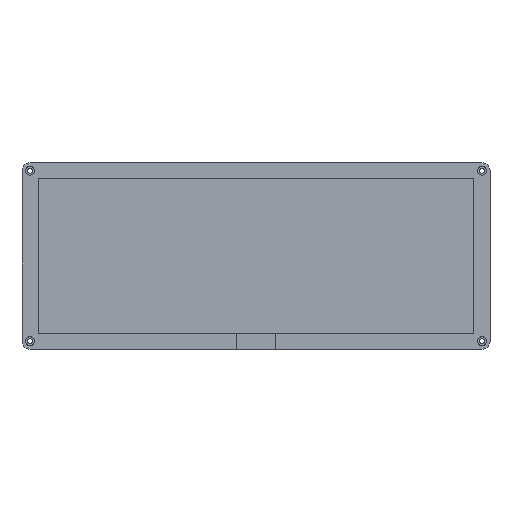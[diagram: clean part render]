
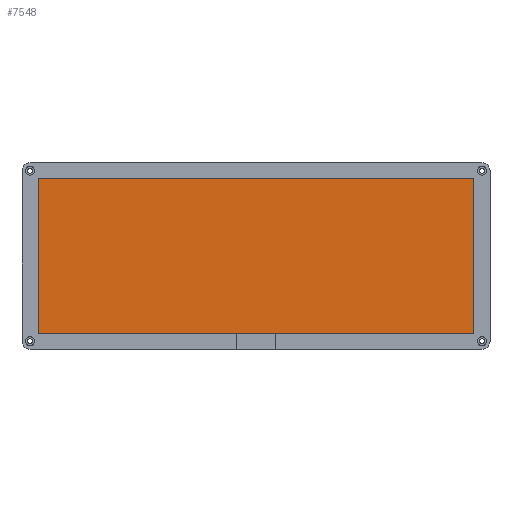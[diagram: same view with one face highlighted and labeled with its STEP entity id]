
A CAD part, top view. The second image highlights one B-rep face of the part: STEP entity #7548.
In plain terms, the highlighted planar face has unit normal (0, 0, 1).
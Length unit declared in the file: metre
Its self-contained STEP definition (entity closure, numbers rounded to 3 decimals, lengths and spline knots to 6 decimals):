
#375=LINE('',#10647,#969);
#379=LINE('',#10655,#973);
#382=LINE('',#10661,#976);
#384=LINE('',#10664,#978);
#969=VECTOR('',#8731,1.);
#973=VECTOR('',#8737,1.);
#976=VECTOR('',#8742,1.);
#978=VECTOR('',#8746,1.);
#1579=PLANE('',#8058);
#1735=ORIENTED_EDGE('',*,*,#4081,.F.);
#1736=ORIENTED_EDGE('',*,*,#4085,.T.);
#1737=ORIENTED_EDGE('',*,*,#4088,.T.);
#1738=ORIENTED_EDGE('',*,*,#4090,.F.);
#4081=EDGE_CURVE('',#5263,#5264,#375,.T.);
#4085=EDGE_CURVE('',#5263,#5266,#379,.T.);
#4088=EDGE_CURVE('',#5266,#5268,#382,.T.);
#4090=EDGE_CURVE('',#5264,#5268,#384,.T.);
#5263=VERTEX_POINT('',#10646);
#5264=VERTEX_POINT('',#10648);
#5266=VERTEX_POINT('',#10654);
#5268=VERTEX_POINT('',#10660);
#6411=EDGE_LOOP('',(#1735,#1736,#1737,#1738));
#6895=FACE_BOUND('',#6411,.T.);
#7548=ADVANCED_FACE('',(#6895),#1579,.T.);
#8058=AXIS2_PLACEMENT_3D('',#10665,#8747,#8748);
#8731=DIRECTION('',(1.,0.,0.));
#8737=DIRECTION('',(0.,-1.,0.));
#8742=DIRECTION('',(1.,0.,0.));
#8746=DIRECTION('',(0.,-1.,0.));
#8747=DIRECTION('',(0.,0.,1.));
#8748=DIRECTION('',(1.,0.,0.));
#10646=CARTESIAN_POINT('',(-0.199679,0.061055,0.003));
#10647=CARTESIAN_POINT('',(-0.065138,0.061055,0.003));
#10648=CARTESIAN_POINT('',(0.069402,0.061055,0.003));
#10654=CARTESIAN_POINT('',(-0.199679,-0.034195,0.003));
#10655=CARTESIAN_POINT('',(-0.199679,0.01343,0.003));
#10660=CARTESIAN_POINT('',(0.069402,-0.034195,0.003));
#10661=CARTESIAN_POINT('',(-0.065138,-0.034195,0.003));
#10664=CARTESIAN_POINT('',(0.069402,0.01343,0.003));
#10665=CARTESIAN_POINT('',(-0.065138,0.01343,0.003));
